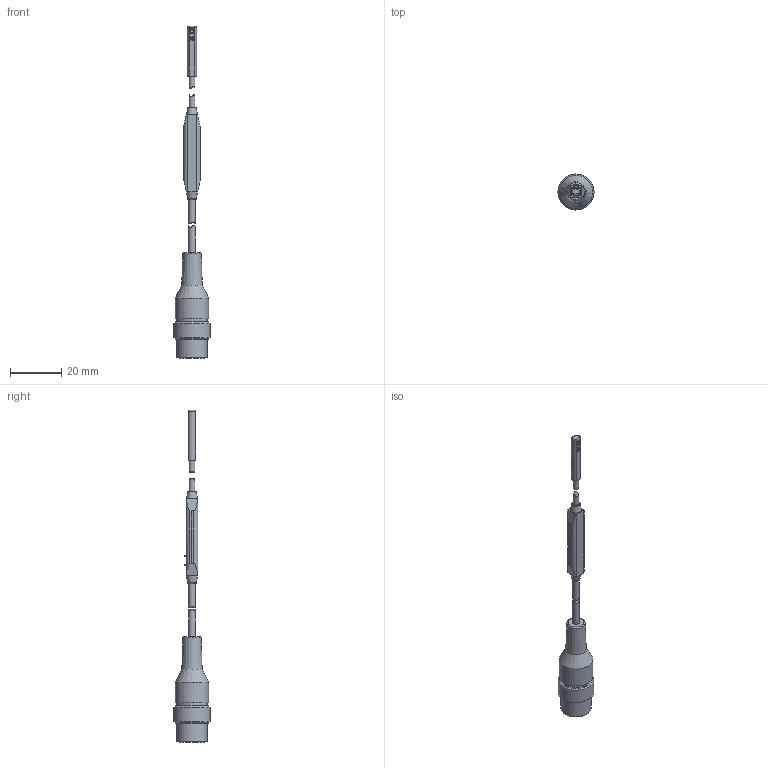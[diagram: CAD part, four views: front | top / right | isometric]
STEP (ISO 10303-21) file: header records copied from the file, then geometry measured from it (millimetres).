
FILE_DESCRIPTION(/* description */ ('STEP AP214'),/* implementation_level */ '2;1');
FILE_NAME(/* name */ 'ipf_z3d_MZR40727.stp',/* time_stamp */ '2020-12-02T09:28:07+01:00',/* author */ ('g.aydin'),/* organization */ (''),/* preprocessor_version */ 'ST-DEVELOPER v18.1',/* originating_system */ 'Autodesk Inventor 2021',/* authorisation */ '');
FILE_SCHEMA (('AUTOMOTIVE_DESIGN { 1 0 10303 214 3 1 1 }'));
Length unit declared in the file: millimetre
Products named in the file (4): ipf_z3d_MZR40727; Kopie von 3D-STECKER-M12-RAENDEL_S075350^3D-MARKETINGMODELL_S250184; Kopie von Gehaeuse_1^3D-MARKETINGMODELL_S250184; Kopie von MZ2Q-CF____Q_.02_1^3D-MARKETINGMODELL_S250184
Assembly tree (3 placements, depth 2):
  ipf_z3d_MZR40727
    Kopie von 3D-STECKER-M12-RAENDEL_S075350^3D-MARKETINGMODELL_S250184
    Kopie von Gehaeuse_1^3D-MARKETINGMODELL_S250184
    Kopie von MZ2Q-CF____Q_.02_1^3D-MARKETINGMODELL_S250184
Bounding box: 14 x 14 x 129.11 mm (x, y, z)
Volume: 4839.5 mm3; surface area: 2985.2 mm2
Topology: 3 solids, 3 shells, 162 faces, 424 edges, 282 vertices
Faces by surface type: plane 71, cylinder 49, bspline 23, cone 10, torus 8, sphere 1
Full cylindrical faces by diameter (mm): 0.25 x2, 1.932 x1, 1.956 x1, 2.3 x2, 2.5 x1, 2.6 x2, 3.144 x1, 3.796 x1, 12 x2, 13 x1, 14 x1
Entity records: 6401 total; most frequent: CARTESIAN_POINT 2106, ORIENTED_EDGE 834, DIRECTION 831, EDGE_CURVE 417, AXIS2_PLACEMENT_3D 323, VERTEX_POINT 282, LINE 185, VECTOR 185
